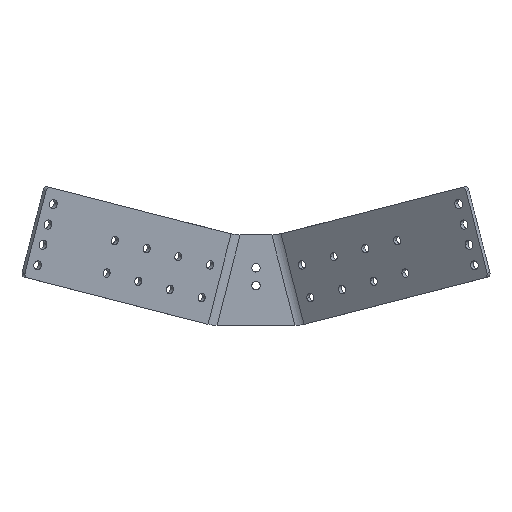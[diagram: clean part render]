
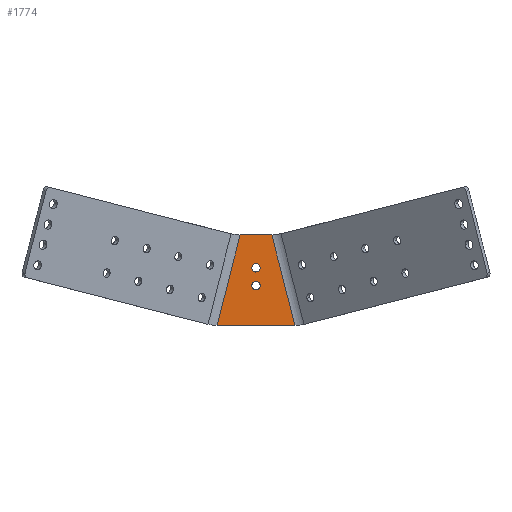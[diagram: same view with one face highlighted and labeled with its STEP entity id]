
A CAD part, top view. The second image highlights one B-rep face of the part: STEP entity #1774.
In plain terms, the highlighted planar face has unit normal (0, 0, 1).
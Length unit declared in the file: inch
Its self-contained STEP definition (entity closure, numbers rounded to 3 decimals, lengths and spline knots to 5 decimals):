
#9 = DIRECTION ( 'NONE',  ( 0., 0., -1. ) ) ;
#67 = DIRECTION ( 'NONE',  ( 0., 1., 0. ) ) ;
#68 = ORIENTED_EDGE ( 'NONE', *, *, #301, .F. ) ;
#77 = PLANE ( 'NONE',  #393 ) ;
#79 = CARTESIAN_POINT ( 'NONE',  ( 0.37627, 2.14662, 0. ) ) ;
#163 = CARTESIAN_POINT ( 'NONE',  ( -0.71491, 0.82156, 0. ) ) ;
#216 = VERTEX_POINT ( 'NONE', #732 ) ;
#242 = CARTESIAN_POINT ( 'NONE',  ( 0., 1.36583, 0. ) ) ;
#301 = EDGE_CURVE ( 'NONE', #801, #2036, #1043, .T. ) ;
#320 = EDGE_LOOP ( 'NONE', ( #2693, #381 ) ) ;
#326 = CARTESIAN_POINT ( 'NONE',  ( 0.71491, 0.82156, 0. ) ) ;
#367 = ORIENTED_EDGE ( 'NONE', *, *, #1363, .T. ) ;
#368 = CIRCLE ( 'NONE', #1678, 0.1005 ) ;
#381 = ORIENTED_EDGE ( 'NONE', *, *, #1152, .T. ) ;
#393 = AXIS2_PLACEMENT_3D ( 'NONE', #501, #1405, #1578 ) ;
#424 = CARTESIAN_POINT ( 'NONE',  ( 0., 0., 0. ) ) ;
#453 = CIRCLE ( 'NONE', #1263, 0.1005 ) ;
#501 = CARTESIAN_POINT ( 'NONE',  ( 0., 0.63885, 0. ) ) ;
#514 = FACE_OUTER_BOUND ( 'NONE', #1226, .T. ) ;
#559 = EDGE_CURVE ( 'NONE', #2560, #1185, #1880, .T. ) ;
#574 = CARTESIAN_POINT ( 'NONE',  ( 0.1005, 1.36583, 0. ) ) ;
#625 = DIRECTION ( 'NONE',  ( 0., 1., 0. ) ) ;
#732 = CARTESIAN_POINT ( 'NONE',  ( 0.1005, 0.94083, 0. ) ) ;
#793 = DIRECTION ( 'NONE',  ( 0., 0., -1. ) ) ;
#801 = VERTEX_POINT ( 'NONE', #1125 ) ;
#855 = DIRECTION ( 'NONE',  ( 0., 1., 0. ) ) ;
#880 = CIRCLE ( 'NONE', #2529, 0.1005 ) ;
#912 = DIRECTION ( 'NONE',  ( 0., 1., 0. ) ) ;
#956 = EDGE_LOOP ( 'NONE', ( #367, #1852 ) ) ;
#970 = EDGE_CURVE ( 'NONE', #2685, #2768, #2211, .T. ) ;
#1007 = DIRECTION ( 'NONE',  ( -0.248, -0.969, 0. ) ) ;
#1042 = CARTESIAN_POINT ( 'NONE',  ( -0.1005, 0.94083, 0. ) ) ;
#1043 = LINE ( 'NONE', #424, #2487 ) ;
#1084 = CARTESIAN_POINT ( 'NONE',  ( 0., 0.94083, 0. ) ) ;
#1103 = VECTOR ( 'NONE', #1007, 39.37008 ) ;
#1121 = DIRECTION ( 'NONE',  ( 0., 0., -1. ) ) ;
#1125 = CARTESIAN_POINT ( 'NONE',  ( 0.92487, 0., 0. ) ) ;
#1131 = LINE ( 'NONE', #326, #2192 ) ;
#1152 = EDGE_CURVE ( 'NONE', #2768, #2685, #453, .T. ) ;
#1175 = FACE_BOUND ( 'NONE', #956, .T. ) ;
#1179 = ORIENTED_EDGE ( 'NONE', *, *, #559, .F. ) ;
#1185 = VERTEX_POINT ( 'NONE', #79 ) ;
#1226 = EDGE_LOOP ( 'NONE', ( #1179, #2215, #68, #1390 ) ) ;
#1263 = AXIS2_PLACEMENT_3D ( 'NONE', #242, #1121, #67 ) ;
#1342 = DIRECTION ( 'NONE',  ( 0., 0., -1. ) ) ;
#1352 = FACE_BOUND ( 'NONE', #320, .T. ) ;
#1363 = EDGE_CURVE ( 'NONE', #1748, #216, #368, .T. ) ;
#1375 = CARTESIAN_POINT ( 'NONE',  ( -0.1005, 1.36583, 0. ) ) ;
#1390 = ORIENTED_EDGE ( 'NONE', *, *, #1839, .T. ) ;
#1405 = DIRECTION ( 'NONE',  ( 0., 0., -1. ) ) ;
#1578 = DIRECTION ( 'NONE',  ( 0., 1., 0. ) ) ;
#1667 = VECTOR ( 'NONE', #1851, 39.37008 ) ;
#1678 = AXIS2_PLACEMENT_3D ( 'NONE', #1782, #1342, #912 ) ;
#1748 = VERTEX_POINT ( 'NONE', #1042 ) ;
#1774 = ADVANCED_FACE ( 'NONE', ( #514, #1175, #1352 ), #77, .F. ) ;
#1782 = CARTESIAN_POINT ( 'NONE',  ( 0., 0.94083, 0. ) ) ;
#1839 = EDGE_CURVE ( 'NONE', #801, #1185, #1131, .T. ) ;
#1851 = DIRECTION ( 'NONE',  ( 1., 0., 0. ) ) ;
#1852 = ORIENTED_EDGE ( 'NONE', *, *, #2406, .T. ) ;
#1869 = CARTESIAN_POINT ( 'NONE',  ( 0., 1.36583, 0. ) ) ;
#1880 = LINE ( 'NONE', #2562, #1667 ) ;
#1917 = DIRECTION ( 'NONE',  ( -1., 0., 0. ) ) ;
#2036 = VERTEX_POINT ( 'NONE', #2626 ) ;
#2083 = CARTESIAN_POINT ( 'NONE',  ( -0.37627, 2.14662, 0. ) ) ;
#2192 = VECTOR ( 'NONE', #2682, 39.37008 ) ;
#2211 = CIRCLE ( 'NONE', #2674, 0.1005 ) ;
#2215 = ORIENTED_EDGE ( 'NONE', *, *, #2777, .T. ) ;
#2311 = LINE ( 'NONE', #163, #1103 ) ;
#2406 = EDGE_CURVE ( 'NONE', #216, #1748, #880, .T. ) ;
#2487 = VECTOR ( 'NONE', #1917, 39.37008 ) ;
#2529 = AXIS2_PLACEMENT_3D ( 'NONE', #1084, #9, #855 ) ;
#2560 = VERTEX_POINT ( 'NONE', #2083 ) ;
#2562 = CARTESIAN_POINT ( 'NONE',  ( -0.49842, 2.14662, 0. ) ) ;
#2626 = CARTESIAN_POINT ( 'NONE',  ( -0.92487, 0., 0. ) ) ;
#2674 = AXIS2_PLACEMENT_3D ( 'NONE', #1869, #793, #625 ) ;
#2682 = DIRECTION ( 'NONE',  ( -0.248, 0.969, 0. ) ) ;
#2685 = VERTEX_POINT ( 'NONE', #1375 ) ;
#2693 = ORIENTED_EDGE ( 'NONE', *, *, #970, .T. ) ;
#2768 = VERTEX_POINT ( 'NONE', #574 ) ;
#2777 = EDGE_CURVE ( 'NONE', #2560, #2036, #2311, .T. ) ;
